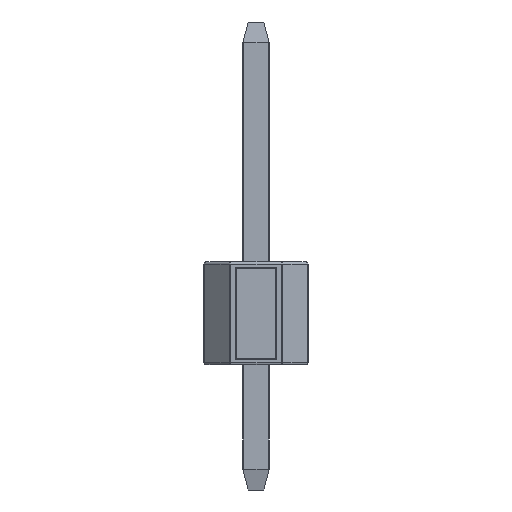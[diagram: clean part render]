
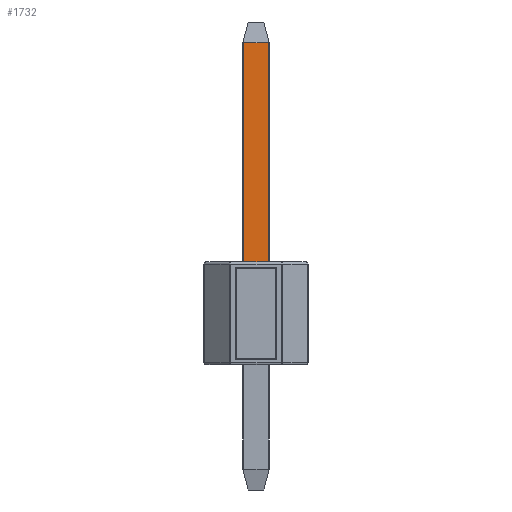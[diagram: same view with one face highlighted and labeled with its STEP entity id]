
A CAD part, left-side view. The second image highlights one B-rep face of the part: STEP entity #1732.
In plain terms, the highlighted planar face has unit normal (-1, 0, 0).
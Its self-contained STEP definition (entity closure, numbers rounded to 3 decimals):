
#383=FACE_OUTER_BOUND('',#477,.T.);
#477=EDGE_LOOP('',(#1422,#1423,#1424,#1425));
#586=LINE('',#2857,#726);
#609=LINE('',#2905,#749);
#610=LINE('',#2907,#750);
#611=LINE('',#2908,#751);
#726=VECTOR('',#2335,10.);
#749=VECTOR('',#2386,10.);
#750=VECTOR('',#2387,10.);
#751=VECTOR('',#2388,10.);
#790=VERTEX_POINT('',#2598);
#793=VERTEX_POINT('',#2605);
#872=VERTEX_POINT('',#2904);
#873=VERTEX_POINT('',#2906);
#1042=EDGE_CURVE('',#793,#790,#586,.T.);
#1065=EDGE_CURVE('',#872,#790,#609,.T.);
#1066=EDGE_CURVE('',#873,#872,#610,.T.);
#1067=EDGE_CURVE('',#793,#873,#611,.T.);
#1422=ORIENTED_EDGE('',*,*,#1042,.T.);
#1423=ORIENTED_EDGE('',*,*,#1065,.F.);
#1424=ORIENTED_EDGE('',*,*,#1066,.F.);
#1425=ORIENTED_EDGE('',*,*,#1067,.F.);
#1555=PLANE('',#1932);
#1732=ADVANCED_FACE('',(#383),#1555,.T.);
#1932=AXIS2_PLACEMENT_3D('',#2903,#2384,#2385);
#2335=DIRECTION('',(0.,-1.,0.));
#2384=DIRECTION('center_axis',(-1.,0.,0.));
#2385=DIRECTION('ref_axis',(0.,0.,1.));
#2386=DIRECTION('',(0.,0.,-1.));
#2387=DIRECTION('',(0.,-1.,0.));
#2388=DIRECTION('',(0.,0.,1.));
#2598=CARTESIAN_POINT('',(-0.32,-0.297,2.5));
#2605=CARTESIAN_POINT('',(-0.32,0.292,2.5));
#2857=CARTESIAN_POINT('',(-0.32,-0.003,2.5));
#2903=CARTESIAN_POINT('Origin',(-0.32,-0.003,2.645));
#2904=CARTESIAN_POINT('',(-0.32,-0.297,7.832));
#2905=CARTESIAN_POINT('',(-0.32,-0.297,5.493));
#2906=CARTESIAN_POINT('',(-0.32,0.292,7.832));
#2907=CARTESIAN_POINT('',(-0.32,0.158,7.832));
#2908=CARTESIAN_POINT('',(-0.32,0.292,-0.202));
